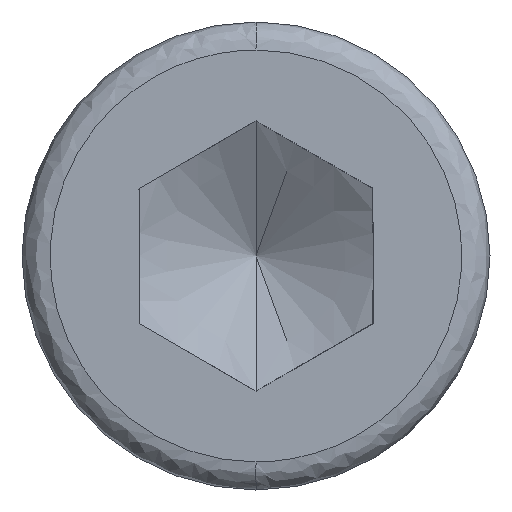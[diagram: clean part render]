
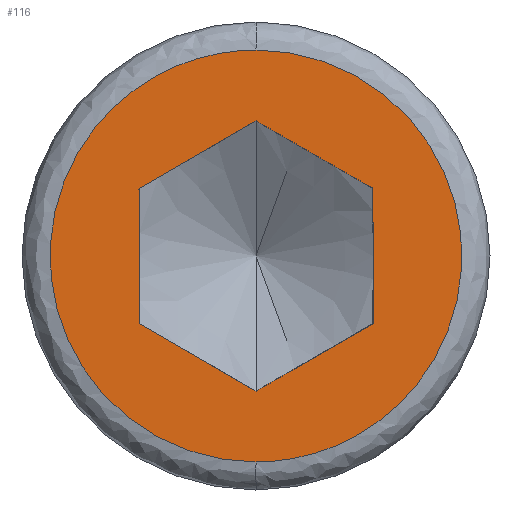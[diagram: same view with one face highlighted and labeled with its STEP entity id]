
A CAD part, left-side view. The second image highlights one B-rep face of the part: STEP entity #116.
In plain terms, the highlighted planar face has unit normal (-1, 0, 0).
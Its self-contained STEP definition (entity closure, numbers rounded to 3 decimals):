
#7 = ORIENTED_EDGE ( 'NONE', *, *, #105, .T. ) ;
#10 = VECTOR ( 'NONE', #76, 1000. ) ;
#29 =( BOUNDED_CURVE ( )  B_SPLINE_CURVE ( 3, ( #515, #153, #390, #204 ),
 .UNSPECIFIED., .F., .T. ) 
 B_SPLINE_CURVE_WITH_KNOTS ( ( 4, 4 ),
 ( 0.25, 0.75 ),
 .UNSPECIFIED. ) 
 CURVE ( )  GEOMETRIC_REPRESENTATION_ITEM ( )  RATIONAL_B_SPLINE_CURVE ( ( 1., 0.333, 0.333, 1. ) ) 
 REPRESENTATION_ITEM ( '' )  );
#31 = DIRECTION ( 'NONE',  ( -1., 0., 0. ) ) ;
#43 = VECTOR ( 'NONE', #547, 1000. ) ;
#56 = ORIENTED_EDGE ( 'NONE', *, *, #111, .T. ) ;
#58 = VERTEX_POINT ( 'NONE', #503 ) ;
#59 = CARTESIAN_POINT ( 'NONE',  ( -6., 0., 2.887 ) ) ;
#76 = DIRECTION ( 'NONE',  ( 0., 0., -1. ) ) ;
#100 = VECTOR ( 'NONE', #557, 1000. ) ;
#103 = DIRECTION ( 'NONE',  ( 0., -0.866, 0.5 ) ) ;
#105 = EDGE_CURVE ( 'NONE', #303, #58, #252, .T. ) ;
#110 = CARTESIAN_POINT ( 'NONE',  ( -6., 2.5, 1.443 ) ) ;
#111 = EDGE_CURVE ( 'NONE', #432, #303, #572, .T. ) ;
#116 = ADVANCED_FACE ( 'NONE', ( #472, #141 ), #179, .T. ) ;
#120 = LINE ( 'NONE', #110, #581 ) ;
#138 = CARTESIAN_POINT ( 'NONE',  ( -6., 3.943, 0. ) ) ;
#141 = FACE_OUTER_BOUND ( 'NONE', #262, .T. ) ;
#149 = EDGE_CURVE ( 'NONE', #58, #494, #424, .T. ) ;
#150 = VERTEX_POINT ( 'NONE', #193 ) ;
#153 = CARTESIAN_POINT ( 'NONE',  ( -6., -8.8, 4.4 ) ) ;
#175 =( BOUNDED_CURVE ( )  B_SPLINE_CURVE ( 3, ( #255, #199, #569, #254 ),
 .UNSPECIFIED., .F., .F. ) 
 B_SPLINE_CURVE_WITH_KNOTS ( ( 4, 4 ),
 ( 0.75, 1.25 ),
 .UNSPECIFIED. ) 
 CURVE ( )  GEOMETRIC_REPRESENTATION_ITEM ( )  RATIONAL_B_SPLINE_CURVE ( ( 1., 0.333, 0.333, 1. ) ) 
 REPRESENTATION_ITEM ( '' )  );
#179 = PLANE ( 'NONE',  #295 ) ;
#193 = CARTESIAN_POINT ( 'NONE',  ( -6., 0., 4.4 ) ) ;
#199 = CARTESIAN_POINT ( 'NONE',  ( -6., 8.8, -4.4 ) ) ;
#204 = CARTESIAN_POINT ( 'NONE',  ( -6., 0., -4.4 ) ) ;
#235 = CARTESIAN_POINT ( 'NONE',  ( -6., -2.5, 0. ) ) ;
#237 = CARTESIAN_POINT ( 'NONE',  ( -6., 2.5, 0. ) ) ;
#240 = CARTESIAN_POINT ( 'NONE',  ( -6., 0., -2.887 ) ) ;
#243 = ORIENTED_EDGE ( 'NONE', *, *, #396, .T. ) ;
#246 = CARTESIAN_POINT ( 'NONE',  ( -6., 0., -4.4 ) ) ;
#252 = LINE ( 'NONE', #278, #519 ) ;
#254 = CARTESIAN_POINT ( 'NONE',  ( -6., 0., 4.4 ) ) ;
#255 = CARTESIAN_POINT ( 'NONE',  ( -6., 0., -4.4 ) ) ;
#262 = EDGE_LOOP ( 'NONE', ( #402, #501 ) ) ;
#270 = VERTEX_POINT ( 'NONE', #246 ) ;
#278 = CARTESIAN_POINT ( 'NONE',  ( -6., -2.5, -1.443 ) ) ;
#286 = DIRECTION ( 'NONE',  ( 0., 0.866, -0.5 ) ) ;
#290 = ORIENTED_EDGE ( 'NONE', *, *, #149, .T. ) ;
#295 = AXIS2_PLACEMENT_3D ( 'NONE', #138, #31, #458 ) ;
#297 = ORIENTED_EDGE ( 'NONE', *, *, #423, .T. ) ;
#298 = CARTESIAN_POINT ( 'NONE',  ( -6., -2.5, -1.443 ) ) ;
#303 = VERTEX_POINT ( 'NONE', #298 ) ;
#309 = EDGE_CURVE ( 'NONE', #150, #270, #29, .T. ) ;
#334 = VERTEX_POINT ( 'NONE', #59 ) ;
#339 = LINE ( 'NONE', #237, #43 ) ;
#359 = CARTESIAN_POINT ( 'NONE',  ( -6., 2.5, -1.443 ) ) ;
#363 = ORIENTED_EDGE ( 'NONE', *, *, #574, .T. ) ;
#379 = LINE ( 'NONE', #539, #500 ) ;
#383 = EDGE_CURVE ( 'NONE', #270, #150, #175, .T. ) ;
#390 = CARTESIAN_POINT ( 'NONE',  ( -6., -8.8, -4.4 ) ) ;
#396 = EDGE_CURVE ( 'NONE', #462, #334, #120, .T. ) ;
#402 = ORIENTED_EDGE ( 'NONE', *, *, #383, .F. ) ;
#423 = EDGE_CURVE ( 'NONE', #334, #432, #379, .T. ) ;
#424 = LINE ( 'NONE', #240, #100 ) ;
#432 = VERTEX_POINT ( 'NONE', #579 ) ;
#448 = EDGE_LOOP ( 'NONE', ( #7, #290, #363, #243, #297, #56 ) ) ;
#458 = DIRECTION ( 'NONE',  ( 0., 0., 1. ) ) ;
#462 = VERTEX_POINT ( 'NONE', #583 ) ;
#472 = FACE_BOUND ( 'NONE', #448, .T. ) ;
#485 = DIRECTION ( 'NONE',  ( 0., -0.866, -0.5 ) ) ;
#494 = VERTEX_POINT ( 'NONE', #359 ) ;
#500 = VECTOR ( 'NONE', #485, 1000. ) ;
#501 = ORIENTED_EDGE ( 'NONE', *, *, #309, .F. ) ;
#503 = CARTESIAN_POINT ( 'NONE',  ( -6., 0., -2.887 ) ) ;
#515 = CARTESIAN_POINT ( 'NONE',  ( -6., 0., 4.4 ) ) ;
#519 = VECTOR ( 'NONE', #286, 1000. ) ;
#539 = CARTESIAN_POINT ( 'NONE',  ( -6., 0., 2.887 ) ) ;
#547 = DIRECTION ( 'NONE',  ( 0., 0., 1. ) ) ;
#557 = DIRECTION ( 'NONE',  ( 0., 0.866, 0.5 ) ) ;
#569 = CARTESIAN_POINT ( 'NONE',  ( -6., 8.8, 4.4 ) ) ;
#572 = LINE ( 'NONE', #235, #10 ) ;
#574 = EDGE_CURVE ( 'NONE', #494, #462, #339, .T. ) ;
#579 = CARTESIAN_POINT ( 'NONE',  ( -6., -2.5, 1.443 ) ) ;
#581 = VECTOR ( 'NONE', #103, 1000. ) ;
#583 = CARTESIAN_POINT ( 'NONE',  ( -6., 2.5, 1.443 ) ) ;
